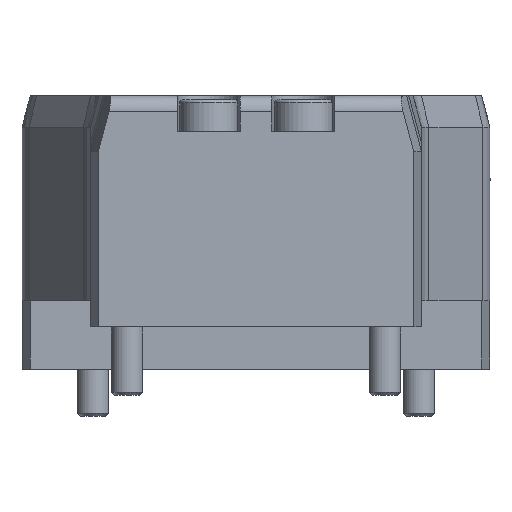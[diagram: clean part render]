
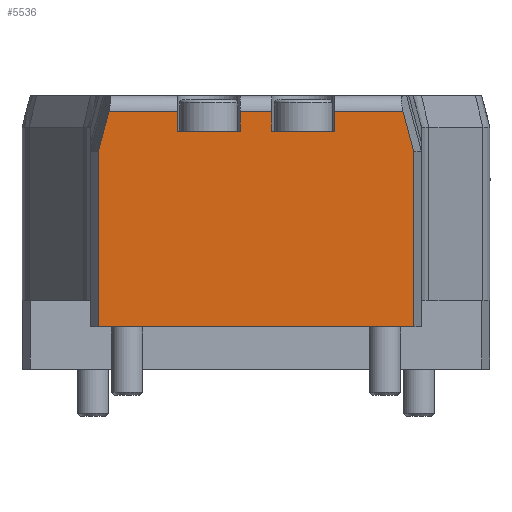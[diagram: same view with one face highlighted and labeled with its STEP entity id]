
A CAD part, front view. The second image highlights one B-rep face of the part: STEP entity #5536.
In plain terms, the highlighted planar face has unit normal (0, -1, 0).
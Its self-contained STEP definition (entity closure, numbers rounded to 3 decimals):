
#314=LINE('',#8085,#724);
#402=LINE('',#8587,#812);
#419=LINE('',#8670,#829);
#457=LINE('',#8757,#867);
#460=LINE('',#8765,#870);
#463=LINE('',#8773,#873);
#466=LINE('',#8781,#876);
#470=LINE('',#8791,#880);
#472=LINE('',#8799,#882);
#506=LINE('',#8956,#916);
#509=LINE('',#8963,#919);
#552=LINE('',#9110,#962);
#575=LINE('',#9168,#985);
#576=LINE('',#9170,#986);
#724=VECTOR('',#6492,10.);
#812=VECTOR('',#6900,10.);
#829=VECTOR('',#6957,10.);
#867=VECTOR('',#7027,10.);
#870=VECTOR('',#7034,10.);
#873=VECTOR('',#7041,10.);
#876=VECTOR('',#7048,10.);
#880=VECTOR('',#7060,10.);
#882=VECTOR('',#7070,10.);
#916=VECTOR('',#7208,10.);
#919=VECTOR('',#7215,10.);
#962=VECTOR('',#7326,10.);
#985=VECTOR('',#7385,10.);
#986=VECTOR('',#7388,10.);
#1615=FACE_OUTER_BOUND('',#1939,.T.);
#1939=EDGE_LOOP('',(#4781,#4782,#4783,#4784,#4785,#4786,#4787,#4788,#4789,
#4790,#4791,#4792,#4793,#4794));
#2375=VERTEX_POINT('',#8070);
#2382=VERTEX_POINT('',#8083);
#2530=VERTEX_POINT('',#8584);
#2531=VERTEX_POINT('',#8586);
#2555=VERTEX_POINT('',#8667);
#2556=VERTEX_POINT('',#8669);
#2589=VERTEX_POINT('',#8756);
#2592=VERTEX_POINT('',#8764);
#2595=VERTEX_POINT('',#8772);
#2598=VERTEX_POINT('',#8780);
#2602=VERTEX_POINT('',#8797);
#2661=VERTEX_POINT('',#8955);
#2663=VERTEX_POINT('',#8961);
#2697=VERTEX_POINT('',#9109);
#2970=EDGE_CURVE('',#2382,#2375,#314,.T.);
#3174=EDGE_CURVE('',#2531,#2530,#402,.T.);
#3207=EDGE_CURVE('',#2556,#2555,#419,.T.);
#3249=EDGE_CURVE('',#2530,#2589,#457,.T.);
#3253=EDGE_CURVE('',#2592,#2531,#460,.T.);
#3257=EDGE_CURVE('',#2555,#2595,#463,.T.);
#3261=EDGE_CURVE('',#2598,#2556,#466,.T.);
#3267=EDGE_CURVE('',#2598,#2589,#470,.T.);
#3271=EDGE_CURVE('',#2602,#2595,#472,.T.);
#3343=EDGE_CURVE('',#2592,#2661,#506,.T.);
#3347=EDGE_CURVE('',#2602,#2663,#509,.T.);
#3405=EDGE_CURVE('',#2697,#2661,#552,.T.);
#3431=EDGE_CURVE('',#2382,#2697,#575,.T.);
#3432=EDGE_CURVE('',#2375,#2663,#576,.T.);
#4781=ORIENTED_EDGE('',*,*,#3431,.T.);
#4782=ORIENTED_EDGE('',*,*,#3405,.T.);
#4783=ORIENTED_EDGE('',*,*,#3343,.F.);
#4784=ORIENTED_EDGE('',*,*,#3253,.T.);
#4785=ORIENTED_EDGE('',*,*,#3174,.T.);
#4786=ORIENTED_EDGE('',*,*,#3249,.T.);
#4787=ORIENTED_EDGE('',*,*,#3267,.F.);
#4788=ORIENTED_EDGE('',*,*,#3261,.T.);
#4789=ORIENTED_EDGE('',*,*,#3207,.T.);
#4790=ORIENTED_EDGE('',*,*,#3257,.T.);
#4791=ORIENTED_EDGE('',*,*,#3271,.F.);
#4792=ORIENTED_EDGE('',*,*,#3347,.T.);
#4793=ORIENTED_EDGE('',*,*,#3432,.F.);
#4794=ORIENTED_EDGE('',*,*,#2970,.F.);
#5266=PLANE('',#6063);
#5536=ADVANCED_FACE('',(#1615),#5266,.T.);
#6063=AXIS2_PLACEMENT_3D('',#9169,#7386,#7387);
#6492=DIRECTION('',(-1.,0.,0.));
#6900=DIRECTION('',(-1.,0.,0.));
#6957=DIRECTION('',(-1.,0.,0.));
#7027=DIRECTION('',(0.,0.,1.));
#7034=DIRECTION('',(0.,0.,-1.));
#7041=DIRECTION('',(0.,0.,1.));
#7048=DIRECTION('',(0.,0.,-1.));
#7060=DIRECTION('',(1.,0.,0.));
#7070=DIRECTION('',(1.,0.,0.));
#7208=DIRECTION('',(1.,0.,0.));
#7215=DIRECTION('',(-0.259,0.,-0.966));
#7326=DIRECTION('',(-0.259,0.,0.966));
#7385=DIRECTION('',(0.,0.,1.));
#7386=DIRECTION('center_axis',(0.,-1.,0.));
#7387=DIRECTION('ref_axis',(1.,0.,0.));
#7388=DIRECTION('',(0.,0.,1.));
#8070=CARTESIAN_POINT('',(-15.,-15.75,-2.5));
#8083=CARTESIAN_POINT('',(15.,-15.75,-2.5));
#8085=CARTESIAN_POINT('',(15.,-15.75,-2.5));
#8584=CARTESIAN_POINT('',(1.5,-15.75,16.1));
#8586=CARTESIAN_POINT('',(7.5,-15.75,16.1));
#8587=CARTESIAN_POINT('',(-5.25,-15.75,16.1));
#8667=CARTESIAN_POINT('',(-7.5,-15.75,16.1));
#8669=CARTESIAN_POINT('',(-1.5,-15.75,16.1));
#8670=CARTESIAN_POINT('',(-9.75,-15.75,16.1));
#8756=CARTESIAN_POINT('',(1.5,-15.75,18.));
#8757=CARTESIAN_POINT('',(1.5,-15.75,13.05));
#8764=CARTESIAN_POINT('',(7.5,-15.75,18.));
#8765=CARTESIAN_POINT('',(7.5,-15.75,13.05));
#8772=CARTESIAN_POINT('',(-7.5,-15.75,18.));
#8773=CARTESIAN_POINT('',(-7.5,-15.75,13.05));
#8780=CARTESIAN_POINT('',(-1.5,-15.75,18.));
#8781=CARTESIAN_POINT('',(-1.5,-15.75,13.05));
#8791=CARTESIAN_POINT('',(-7.5,-15.75,18.));
#8797=CARTESIAN_POINT('',(-13.974,-15.75,18.));
#8799=CARTESIAN_POINT('',(-7.5,-15.75,18.));
#8955=CARTESIAN_POINT('',(13.974,-15.75,18.));
#8956=CARTESIAN_POINT('',(-7.5,-15.75,18.));
#8961=CARTESIAN_POINT('',(-15.,-15.75,14.173));
#8963=CARTESIAN_POINT('',(-17.936,-15.75,3.216));
#9109=CARTESIAN_POINT('',(15.,-15.75,14.173));
#9110=CARTESIAN_POINT('',(16.931,-15.75,6.966));
#9168=CARTESIAN_POINT('',(15.,-15.75,0.));
#9169=CARTESIAN_POINT('Origin',(-15.,-15.75,0.));
#9170=CARTESIAN_POINT('',(-15.,-15.75,0.));
